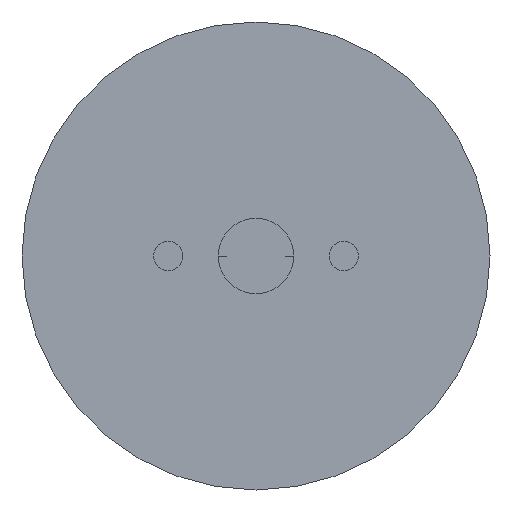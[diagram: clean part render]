
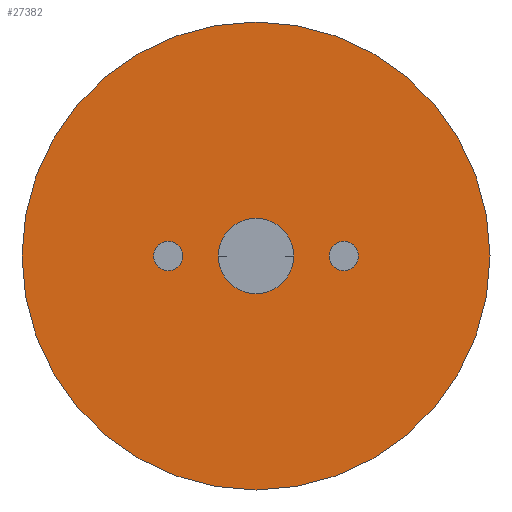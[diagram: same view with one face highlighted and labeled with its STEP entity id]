
A CAD part, front view. The second image highlights one B-rep face of the part: STEP entity #27382.
In plain terms, the highlighted planar face has unit normal (0, -1, 0).
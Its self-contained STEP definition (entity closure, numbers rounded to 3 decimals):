
#292 = AXIS2_PLACEMENT_3D ( 'NONE', #6529, #19976, #39507 ) ;
#1195 = ORIENTED_EDGE ( 'NONE', *, *, #11129, .T. ) ;
#1301 = VERTEX_POINT ( 'NONE', #27567 ) ;
#1656 = CARTESIAN_POINT ( 'NONE',  ( 3.556, 0., 0. ) ) ;
#2137 = CARTESIAN_POINT ( 'NONE',  ( 0., 0., -76.2 ) ) ;
#3567 = VERTEX_POINT ( 'NONE', #27815 ) ;
#4110 = ORIENTED_EDGE ( 'NONE', *, *, #18804, .T. ) ;
#4208 = LINE ( 'NONE', #6775, #4218 ) ;
#4218 = VECTOR ( 'NONE', #10867, 1000. ) ;
#4489 = CARTESIAN_POINT ( 'NONE',  ( -3.556, 0., -1.968 ) ) ;
#5160 = CARTESIAN_POINT ( 'NONE',  ( -28.575, 0., 0. ) ) ;
#5174 = EDGE_CURVE ( 'NONE', #3567, #41428, #36563, .T. ) ;
#5642 = EDGE_CURVE ( 'NONE', #40966, #6614, #19436, .T. ) ;
#6345 = VECTOR ( 'NONE', #35020, 1000. ) ;
#6398 = VECTOR ( 'NONE', #28833, 1000. ) ;
#6428 = DIRECTION ( 'NONE',  ( 0., 0., 1. ) ) ;
#6467 = AXIS2_PLACEMENT_3D ( 'NONE', #31991, #35144, #19717 ) ;
#6529 = CARTESIAN_POINT ( 'NONE',  ( 28.575, 0., 0. ) ) ;
#6614 = VERTEX_POINT ( 'NONE', #15477 ) ;
#6637 = CIRCLE ( 'NONE', #16866, 76.2 ) ;
#6775 = CARTESIAN_POINT ( 'NONE',  ( 0., 0., 3.556 ) ) ;
#7368 = CIRCLE ( 'NONE', #31344, 76.2 ) ;
#7856 = DIRECTION ( 'NONE',  ( 0., 0., -1. ) ) ;
#8119 = AXIS2_PLACEMENT_3D ( 'NONE', #26498, #20271, #16857 ) ;
#9116 = DIRECTION ( 'NONE',  ( 0., 0., -1. ) ) ;
#9337 = CARTESIAN_POINT ( 'NONE',  ( -28.575, 0., 0. ) ) ;
#9424 = CARTESIAN_POINT ( 'NONE',  ( 28.575, 0., 4.762 ) ) ;
#9919 = EDGE_CURVE ( 'NONE', #41414, #40021, #34371, .T. ) ;
#10635 = EDGE_CURVE ( 'NONE', #6614, #15603, #18548, .T. ) ;
#10867 = DIRECTION ( 'NONE',  ( 1., 0., 0. ) ) ;
#11129 = EDGE_CURVE ( 'NONE', #32401, #40966, #4208, .T. ) ;
#11314 = AXIS2_PLACEMENT_3D ( 'NONE', #38434, #16150, #9116 ) ;
#11800 = AXIS2_PLACEMENT_3D ( 'NONE', #16077, #38805, #24852 ) ;
#11881 = ORIENTED_EDGE ( 'NONE', *, *, #5642, .T. ) ;
#12150 = CARTESIAN_POINT ( 'NONE',  ( -3.556, 0., 0. ) ) ;
#13599 = ORIENTED_EDGE ( 'NONE', *, *, #29128, .T. ) ;
#13800 = ORIENTED_EDGE ( 'NONE', *, *, #23409, .F. ) ;
#14056 = CARTESIAN_POINT ( 'NONE',  ( 0., 0., 0. ) ) ;
#14688 = DIRECTION ( 'NONE',  ( 0., 1., 0. ) ) ;
#15355 = AXIS2_PLACEMENT_3D ( 'NONE', #9337, #29011, #26202 ) ;
#15477 = CARTESIAN_POINT ( 'NONE',  ( 3.556, 0., 1.968 ) ) ;
#15603 = VERTEX_POINT ( 'NONE', #27300 ) ;
#16077 = CARTESIAN_POINT ( 'NONE',  ( -1.968, 0., -1.968 ) ) ;
#16150 = DIRECTION ( 'NONE',  ( 0., 1., 0. ) ) ;
#16207 = ORIENTED_EDGE ( 'NONE', *, *, #24205, .T. ) ;
#16857 = DIRECTION ( 'NONE',  ( 0., 0., -1. ) ) ;
#16866 = AXIS2_PLACEMENT_3D ( 'NONE', #23316, #35958, #22679 ) ;
#16997 = CARTESIAN_POINT ( 'NONE',  ( -1.968, 0., 1.969 ) ) ;
#17685 = VECTOR ( 'NONE', #39907, 1000. ) ;
#18548 = LINE ( 'NONE', #1656, #6345 ) ;
#18804 = EDGE_CURVE ( 'NONE', #29928, #22911, #38606, .T. ) ;
#18836 = FACE_OUTER_BOUND ( 'NONE', #41900, .T. ) ;
#19436 = CIRCLE ( 'NONE', #6467, 1.588 ) ;
#19717 = DIRECTION ( 'NONE',  ( 0., 0., -1. ) ) ;
#19966 = DIRECTION ( 'NONE',  ( 0., 1., 0. ) ) ;
#19976 = DIRECTION ( 'NONE',  ( 0., 1., 0. ) ) ;
#20271 = DIRECTION ( 'NONE',  ( 0., 1., 0. ) ) ;
#22535 = EDGE_LOOP ( 'NONE', ( #13800, #32798, #1195, #11881, #34035, #13599, #29471, #33757 ) ) ;
#22662 = PLANE ( 'NONE',  #40831 ) ;
#22679 = DIRECTION ( 'NONE',  ( 0., 0., -1. ) ) ;
#22870 = DIRECTION ( 'NONE',  ( 0., 1., 0. ) ) ;
#22911 = VERTEX_POINT ( 'NONE', #9424 ) ;
#23316 = CARTESIAN_POINT ( 'NONE',  ( 0., 0., 0. ) ) ;
#23409 = EDGE_CURVE ( 'NONE', #42093, #40021, #41458, .T. ) ;
#23811 = DIRECTION ( 'NONE',  ( 0., 1., 0. ) ) ;
#24183 = CARTESIAN_POINT ( 'NONE',  ( 1.968, 0., 3.556 ) ) ;
#24205 = EDGE_CURVE ( 'NONE', #41428, #3567, #35836, .T. ) ;
#24852 = DIRECTION ( 'NONE',  ( 0., 0., -1. ) ) ;
#25685 = FACE_BOUND ( 'NONE', #26590, .T. ) ;
#26202 = DIRECTION ( 'NONE',  ( 0., 0., -1. ) ) ;
#26309 = CIRCLE ( 'NONE', #11314, 4.763 ) ;
#26498 = CARTESIAN_POINT ( 'NONE',  ( 1.969, 0., -1.968 ) ) ;
#26590 = EDGE_LOOP ( 'NONE', ( #4110, #30655 ) ) ;
#27208 = CARTESIAN_POINT ( 'NONE',  ( -1.968, 0., 3.556 ) ) ;
#27286 = CARTESIAN_POINT ( 'NONE',  ( 0., 0., -3.556 ) ) ;
#27300 = CARTESIAN_POINT ( 'NONE',  ( 3.556, 0., -1.968 ) ) ;
#27382 = ADVANCED_FACE ( 'N', ( #18836, #31938, #28919, #25685 ), #22662, .F. ) ;
#27567 = CARTESIAN_POINT ( 'NONE',  ( 0., 0., 76.2 ) ) ;
#27815 = CARTESIAN_POINT ( 'NONE',  ( -28.575, 0., 4.763 ) ) ;
#28833 = DIRECTION ( 'NONE',  ( 0., 0., -1. ) ) ;
#28919 = FACE_BOUND ( 'NONE', #37552, .T. ) ;
#29011 = DIRECTION ( 'NONE',  ( 0., 1., 0. ) ) ;
#29128 = EDGE_CURVE ( 'NONE', #15603, #30878, #31359, .T. ) ;
#29471 = ORIENTED_EDGE ( 'NONE', *, *, #30171, .F. ) ;
#29928 = VERTEX_POINT ( 'NONE', #30508 ) ;
#30171 = EDGE_CURVE ( 'NONE', #41414, #30878, #40132, .T. ) ;
#30508 = CARTESIAN_POINT ( 'NONE',  ( 28.575, 0., -4.763 ) ) ;
#30655 = ORIENTED_EDGE ( 'NONE', *, *, #37301, .T. ) ;
#30878 = VERTEX_POINT ( 'NONE', #41126 ) ;
#31344 = AXIS2_PLACEMENT_3D ( 'NONE', #14056, #14688, #7856 ) ;
#31359 = CIRCLE ( 'NONE', #8119, 1.587 ) ;
#31938 = FACE_BOUND ( 'NONE', #22535, .T. ) ;
#31991 = CARTESIAN_POINT ( 'NONE',  ( 1.968, 0., 1.969 ) ) ;
#32184 = EDGE_CURVE ( 'NONE', #40957, #1301, #6637, .T. ) ;
#32401 = VERTEX_POINT ( 'NONE', #27208 ) ;
#32425 = ORIENTED_EDGE ( 'NONE', *, *, #5174, .T. ) ;
#32798 = ORIENTED_EDGE ( 'NONE', *, *, #38610, .T. ) ;
#33043 = ORIENTED_EDGE ( 'NONE', *, *, #40461, .F. ) ;
#33757 = ORIENTED_EDGE ( 'NONE', *, *, #9919, .T. ) ;
#33765 = ORIENTED_EDGE ( 'NONE', *, *, #32184, .F. ) ;
#34035 = ORIENTED_EDGE ( 'NONE', *, *, #10635, .T. ) ;
#34371 = CIRCLE ( 'NONE', #11800, 1.587 ) ;
#35020 = DIRECTION ( 'NONE',  ( 0., 0., -1. ) ) ;
#35144 = DIRECTION ( 'NONE',  ( 0., 1., 0. ) ) ;
#35323 = CARTESIAN_POINT ( 'NONE',  ( 0., 0., 0. ) ) ;
#35836 = CIRCLE ( 'NONE', #37234, 4.763 ) ;
#35958 = DIRECTION ( 'NONE',  ( 0., 1., 0. ) ) ;
#36563 = CIRCLE ( 'NONE', #15355, 4.763 ) ;
#36578 = CARTESIAN_POINT ( 'NONE',  ( -1.968, 0., -3.556 ) ) ;
#36616 = CIRCLE ( 'NONE', #42078, 1.587 ) ;
#36743 = CARTESIAN_POINT ( 'NONE',  ( -3.556, 0., 1.968 ) ) ;
#36892 = DIRECTION ( 'NONE',  ( 0., 0., -1. ) ) ;
#37234 = AXIS2_PLACEMENT_3D ( 'NONE', #5160, #23811, #36892 ) ;
#37301 = EDGE_CURVE ( 'NONE', #22911, #29928, #26309, .T. ) ;
#37552 = EDGE_LOOP ( 'NONE', ( #16207, #32425 ) ) ;
#38434 = CARTESIAN_POINT ( 'NONE',  ( 28.575, 0., 0. ) ) ;
#38606 = CIRCLE ( 'NONE', #292, 4.763 ) ;
#38610 = EDGE_CURVE ( 'NONE', #42093, #32401, #36616, .T. ) ;
#38805 = DIRECTION ( 'NONE',  ( 0., 1., 0. ) ) ;
#39507 = DIRECTION ( 'NONE',  ( 0., 0., -1. ) ) ;
#39606 = CARTESIAN_POINT ( 'NONE',  ( -28.575, 0., -4.762 ) ) ;
#39711 = DIRECTION ( 'NONE',  ( 0., 0., -1. ) ) ;
#39907 = DIRECTION ( 'NONE',  ( 1., 0., 0. ) ) ;
#40021 = VERTEX_POINT ( 'NONE', #4489 ) ;
#40132 = LINE ( 'NONE', #27286, #17685 ) ;
#40461 = EDGE_CURVE ( 'NONE', #1301, #40957, #7368, .T. ) ;
#40831 = AXIS2_PLACEMENT_3D ( 'NONE', #35323, #22870, #6428 ) ;
#40957 = VERTEX_POINT ( 'NONE', #2137 ) ;
#40966 = VERTEX_POINT ( 'NONE', #24183 ) ;
#41126 = CARTESIAN_POINT ( 'NONE',  ( 1.968, 0., -3.556 ) ) ;
#41414 = VERTEX_POINT ( 'NONE', #36578 ) ;
#41428 = VERTEX_POINT ( 'NONE', #39606 ) ;
#41458 = LINE ( 'NONE', #12150, #6398 ) ;
#41900 = EDGE_LOOP ( 'NONE', ( #33765, #33043 ) ) ;
#42078 = AXIS2_PLACEMENT_3D ( 'NONE', #16997, #19966, #39711 ) ;
#42093 = VERTEX_POINT ( 'NONE', #36743 ) ;
